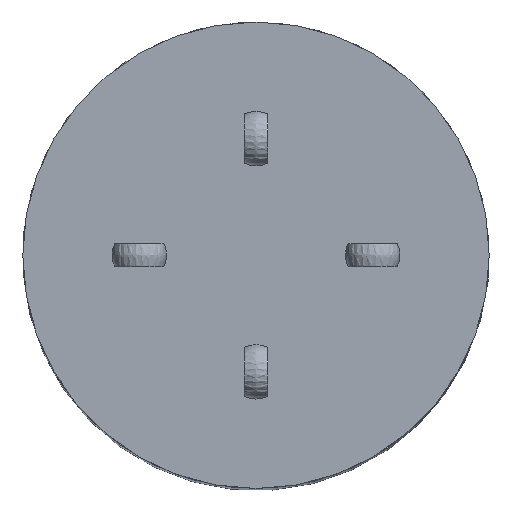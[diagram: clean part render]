
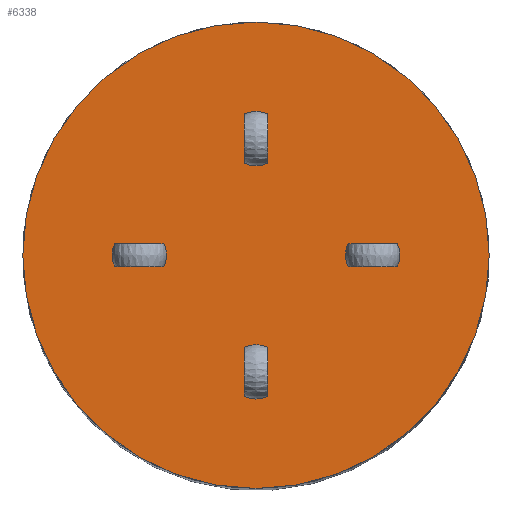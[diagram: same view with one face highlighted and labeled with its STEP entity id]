
A CAD part, top view. The second image highlights one B-rep face of the part: STEP entity #6338.
In plain terms, the highlighted planar face has unit normal (0, 0, 1).
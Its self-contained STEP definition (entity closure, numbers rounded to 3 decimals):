
#1314=PLANE('',#6846);
#1535=ORIENTED_EDGE('',*,*,#3093,.F.);
#1536=ORIENTED_EDGE('',*,*,#3094,.F.);
#1537=ORIENTED_EDGE('',*,*,#3095,.T.);
#1538=ORIENTED_EDGE('',*,*,#3096,.T.);
#1539=ORIENTED_EDGE('',*,*,#3091,.F.);
#3091=EDGE_CURVE('',#3870,#3870,#4462,.T.);
#3093=EDGE_CURVE('',#3872,#3872,#4464,.T.);
#3094=EDGE_CURVE('',#3873,#3873,#4465,.T.);
#3095=EDGE_CURVE('',#3874,#3874,#4466,.T.);
#3096=EDGE_CURVE('',#3875,#3875,#4467,.T.);
#3870=VERTEX_POINT('',#9291);
#3872=VERTEX_POINT('',#9296);
#3873=VERTEX_POINT('',#9298);
#3874=VERTEX_POINT('',#9300);
#3875=VERTEX_POINT('',#9302);
#4462=CIRCLE('',#6844,60.);
#4464=CIRCLE('',#6847,3.);
#4465=CIRCLE('',#6848,3.);
#4466=CIRCLE('',#6849,3.);
#4467=CIRCLE('',#6850,3.);
#4701=EDGE_LOOP('',(#1535));
#4702=EDGE_LOOP('',(#1536));
#4703=EDGE_LOOP('',(#1537));
#4704=EDGE_LOOP('',(#1538));
#4705=EDGE_LOOP('',(#1539));
#5275=FACE_BOUND('',#4701,.T.);
#5276=FACE_BOUND('',#4702,.T.);
#5277=FACE_BOUND('',#4703,.T.);
#5278=FACE_BOUND('',#4704,.T.);
#5279=FACE_BOUND('',#4705,.T.);
#6338=ADVANCED_FACE('',(#5275,#5276,#5277,#5278,#5279),#1314,.F.);
#6844=AXIS2_PLACEMENT_3D('',#9290,#7513,#7514);
#6846=AXIS2_PLACEMENT_3D('',#9294,#7517,#7518);
#6847=AXIS2_PLACEMENT_3D('',#9295,#7519,#7520);
#6848=AXIS2_PLACEMENT_3D('',#9297,#7521,#7522);
#6849=AXIS2_PLACEMENT_3D('',#9299,#7523,#7524);
#6850=AXIS2_PLACEMENT_3D('',#9301,#7525,#7526);
#7513=DIRECTION('',(0.,0.,-1.));
#7514=DIRECTION('',(1.,0.,0.));
#7517=DIRECTION('',(0.,0.,-1.));
#7518=DIRECTION('',(-1.,0.,0.));
#7519=DIRECTION('',(0.,0.,1.));
#7520=DIRECTION('',(0.,1.,0.));
#7521=DIRECTION('',(0.,0.,1.));
#7522=DIRECTION('',(0.,1.,0.));
#7523=DIRECTION('',(0.,0.,-1.));
#7524=DIRECTION('',(0.,1.,0.));
#7525=DIRECTION('',(0.,0.,-1.));
#7526=DIRECTION('',(0.,1.,0.));
#9290=CARTESIAN_POINT('',(0.,0.,10.));
#9291=CARTESIAN_POINT('',(60.,0.,10.));
#9294=CARTESIAN_POINT('',(0.,0.,10.));
#9295=CARTESIAN_POINT('',(30.,0.,10.));
#9296=CARTESIAN_POINT('',(30.,3.,10.));
#9297=CARTESIAN_POINT('',(0.,30.,10.));
#9298=CARTESIAN_POINT('',(0.,33.,10.));
#9299=CARTESIAN_POINT('',(-30.,0.,10.));
#9300=CARTESIAN_POINT('',(-30.,3.,10.));
#9301=CARTESIAN_POINT('',(0.,-30.,10.));
#9302=CARTESIAN_POINT('',(0.,-27.,10.));
